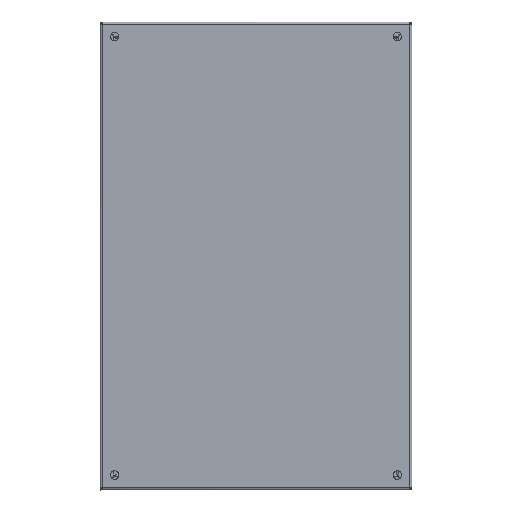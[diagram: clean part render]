
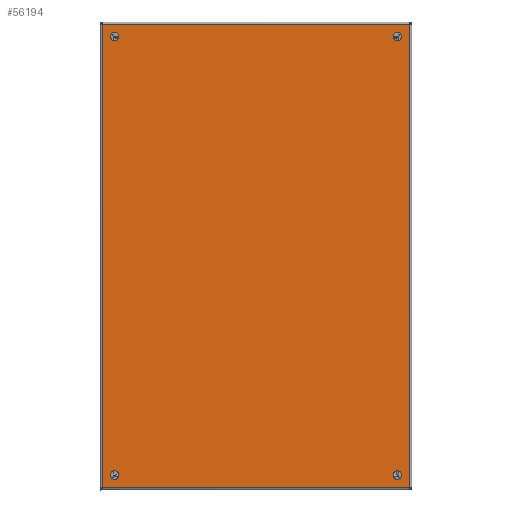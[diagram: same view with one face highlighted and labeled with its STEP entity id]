
A CAD part, top view. The second image highlights one B-rep face of the part: STEP entity #56194.
In plain terms, the highlighted planar face has unit normal (0, 0, 1).
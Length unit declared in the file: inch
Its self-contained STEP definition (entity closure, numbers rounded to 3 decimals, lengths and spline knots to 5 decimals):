
#203 = DIRECTION ( 'NONE',  ( -1., 0., 0. ) ) ;
#886 = CARTESIAN_POINT ( 'NONE',  ( 14.90625, 0.625, 8.9175 ) ) ;
#1075 = CARTESIAN_POINT ( 'NONE',  ( -0.01975, 11.875, 8.9175 ) ) ;
#1123 = VECTOR ( 'NONE', #26604, 39.37008 ) ;
#2498 = DIRECTION ( 'NONE',  ( 1., 0., 0. ) ) ;
#2521 = EDGE_CURVE ( 'NONE', #25346, #8156, #16374, .T. ) ;
#6139 = ORIENTED_EDGE ( 'NONE', *, *, #59746, .T. ) ;
#7098 = EDGE_LOOP ( 'NONE', ( #79801 ) ) ;
#7158 = EDGE_CURVE ( 'NONE', #25346, #57095, #55197, .T. ) ;
#7348 = DIRECTION ( 'NONE',  ( 0., 0., -1. ) ) ;
#7459 = VECTOR ( 'NONE', #203, 39.37008 ) ;
#8156 = VERTEX_POINT ( 'NONE', #78243 ) ;
#8533 = VERTEX_POINT ( 'NONE', #11898 ) ;
#10644 = ORIENTED_EDGE ( 'NONE', *, *, #43023, .T. ) ;
#10754 = CARTESIAN_POINT ( 'NONE',  ( 15.75777, 23.76975, 8.9175 ) ) ;
#11383 = CIRCLE ( 'NONE', #37397, 0.07 ) ;
#11898 = CARTESIAN_POINT ( 'NONE',  ( -0.01975, -0.00777, 8.9175 ) ) ;
#12262 = EDGE_CURVE ( 'NONE', #35652, #35652, #37760, .T. ) ;
#12301 = ORIENTED_EDGE ( 'NONE', *, *, #7158, .T. ) ;
#13627 = ORIENTED_EDGE ( 'NONE', *, *, #15394, .F. ) ;
#13721 = DIRECTION ( 'NONE',  ( -1., 0., 0. ) ) ;
#14240 = CIRCLE ( 'NONE', #77456, 0.21875 ) ;
#15394 = EDGE_CURVE ( 'NONE', #34548, #59548, #41357, .T. ) ;
#15533 = CARTESIAN_POINT ( 'NONE',  ( 15.81289, -0.06289, 8.9175 ) ) ;
#16358 = VERTEX_POINT ( 'NONE', #58727 ) ;
#16374 = LINE ( 'NONE', #63610, #7459 ) ;
#17689 = DIRECTION ( 'NONE',  ( -1., 0., 0. ) ) ;
#18469 = FACE_BOUND ( 'NONE', #52906, .T. ) ;
#18478 = AXIS2_PLACEMENT_3D ( 'NONE', #56412, #36255, #74966 ) ;
#18786 = LINE ( 'NONE', #78688, #42644 ) ;
#20177 = ORIENTED_EDGE ( 'NONE', *, *, #48270, .T. ) ;
#20422 = VECTOR ( 'NONE', #80085, 39.37008 ) ;
#20582 = CARTESIAN_POINT ( 'NONE',  ( 14.90625, 23.125, 8.9175 ) ) ;
#20924 = CARTESIAN_POINT ( 'NONE',  ( 15.75777, -0.01975, 8.9175 ) ) ;
#21337 = CARTESIAN_POINT ( 'NONE',  ( 15.81289, 23.81289, 8.9175 ) ) ;
#21909 = AXIS2_PLACEMENT_3D ( 'NONE', #42159, #48779, #41893 ) ;
#22183 = DIRECTION ( 'NONE',  ( 0., -1., 0. ) ) ;
#23332 = CIRCLE ( 'NONE', #21909, 0.21875 ) ;
#23526 = VERTEX_POINT ( 'NONE', #54770 ) ;
#23561 = CARTESIAN_POINT ( 'NONE',  ( 15.76975, -0.00777, 8.9175 ) ) ;
#23816 = ORIENTED_EDGE ( 'NONE', *, *, #57719, .T. ) ;
#23892 = AXIS2_PLACEMENT_3D ( 'NONE', #62003, #35795, #17689 ) ;
#24496 = FACE_BOUND ( 'NONE', #63577, .T. ) ;
#24734 = CARTESIAN_POINT ( 'NONE',  ( -0.06289, 23.81289, 8.9175 ) ) ;
#25346 = VERTEX_POINT ( 'NONE', #20924 ) ;
#25947 = CARTESIAN_POINT ( 'NONE',  ( -0.06289, -0.06289, 8.9175 ) ) ;
#26604 = DIRECTION ( 'NONE',  ( 0., 1., 0. ) ) ;
#27031 = CARTESIAN_POINT ( 'NONE',  ( 7.875, 11.875, 8.9175 ) ) ;
#34464 = VERTEX_POINT ( 'NONE', #73272 ) ;
#34548 = VERTEX_POINT ( 'NONE', #65700 ) ;
#35652 = VERTEX_POINT ( 'NONE', #20582 ) ;
#35795 = DIRECTION ( 'NONE',  ( 0., 0., -1. ) ) ;
#36255 = DIRECTION ( 'NONE',  ( 0., 0., -1. ) ) ;
#37305 = AXIS2_PLACEMENT_3D ( 'NONE', #21337, #40032, #2498 ) ;
#37397 = AXIS2_PLACEMENT_3D ( 'NONE', #25947, #70508, #38490 ) ;
#37432 = FACE_BOUND ( 'NONE', #50356, .T. ) ;
#37485 = CARTESIAN_POINT ( 'NONE',  ( -0.01975, 23.75777, 8.9175 ) ) ;
#37760 = CIRCLE ( 'NONE', #23892, 0.21875 ) ;
#37878 = LINE ( 'NONE', #1075, #1123 ) ;
#38132 = AXIS2_PLACEMENT_3D ( 'NONE', #27031, #7348, #13721 ) ;
#38490 = DIRECTION ( 'NONE',  ( 1., 0., 0. ) ) ;
#39331 = PLANE ( 'NONE',  #38132 ) ;
#40032 = DIRECTION ( 'NONE',  ( 0., 0., -1. ) ) ;
#41357 = LINE ( 'NONE', #79800, #20422 ) ;
#41728 = CIRCLE ( 'NONE', #51695, 0.07 ) ;
#41893 = DIRECTION ( 'NONE',  ( -1., 0., 0. ) ) ;
#41962 = CIRCLE ( 'NONE', #18478, 0.21875 ) ;
#42159 = CARTESIAN_POINT ( 'NONE',  ( 0.625, 0.625, 8.9175 ) ) ;
#42267 = VERTEX_POINT ( 'NONE', #886 ) ;
#42644 = VECTOR ( 'NONE', #22183, 39.37008 ) ;
#42750 = CARTESIAN_POINT ( 'NONE',  ( 15.125, 0.625, 8.9175 ) ) ;
#43023 = EDGE_CURVE ( 'NONE', #34548, #49994, #41728, .T. ) ;
#43854 = DIRECTION ( 'NONE',  ( 1., 0., 0. ) ) ;
#46031 = ORIENTED_EDGE ( 'NONE', *, *, #67116, .F. ) ;
#48270 = EDGE_CURVE ( 'NONE', #16358, #59548, #55304, .T. ) ;
#48779 = DIRECTION ( 'NONE',  ( 0., 0., -1. ) ) ;
#49318 = ORIENTED_EDGE ( 'NONE', *, *, #81074, .T. ) ;
#49994 = VERTEX_POINT ( 'NONE', #37485 ) ;
#50356 = EDGE_LOOP ( 'NONE', ( #77077 ) ) ;
#50530 = DIRECTION ( 'NONE',  ( 0., 0., -1. ) ) ;
#51695 = AXIS2_PLACEMENT_3D ( 'NONE', #24734, #50530, #43854 ) ;
#52906 = EDGE_LOOP ( 'NONE', ( #49318 ) ) ;
#54397 = DIRECTION ( 'NONE',  ( 0., 0., -1. ) ) ;
#54770 = CARTESIAN_POINT ( 'NONE',  ( 0.40625, 0.625, 8.9175 ) ) ;
#55197 = CIRCLE ( 'NONE', #56695, 0.07 ) ;
#55304 = CIRCLE ( 'NONE', #37305, 0.07 ) ;
#56194 = ADVANCED_FACE ( 'NONE', ( #24496, #62119, #37432, #18469, #79948 ), #39331, .F. ) ;
#56412 = CARTESIAN_POINT ( 'NONE',  ( 0.625, 23.125, 8.9175 ) ) ;
#56582 = DIRECTION ( 'NONE',  ( 0., 0., -1. ) ) ;
#56695 = AXIS2_PLACEMENT_3D ( 'NONE', #15533, #54397, #60185 ) ;
#57095 = VERTEX_POINT ( 'NONE', #23561 ) ;
#57719 = EDGE_CURVE ( 'NONE', #34464, #34464, #41962, .T. ) ;
#58727 = CARTESIAN_POINT ( 'NONE',  ( 15.76975, 23.75777, 8.9175 ) ) ;
#59548 = VERTEX_POINT ( 'NONE', #10754 ) ;
#59746 = EDGE_CURVE ( 'NONE', #8533, #8156, #11383, .T. ) ;
#60185 = DIRECTION ( 'NONE',  ( 1., 0., 0. ) ) ;
#62003 = CARTESIAN_POINT ( 'NONE',  ( 15.125, 23.125, 8.9175 ) ) ;
#62119 = FACE_BOUND ( 'NONE', #7098, .T. ) ;
#63577 = EDGE_LOOP ( 'NONE', ( #23816 ) ) ;
#63610 = CARTESIAN_POINT ( 'NONE',  ( 7.875, -0.01975, 8.9175 ) ) ;
#64347 = EDGE_LOOP ( 'NONE', ( #12301, #70015, #20177, #13627, #10644, #46031, #6139, #69937 ) ) ;
#65700 = CARTESIAN_POINT ( 'NONE',  ( -0.00777, 23.76975, 8.9175 ) ) ;
#65974 = EDGE_CURVE ( 'NONE', #23526, #23526, #23332, .T. ) ;
#67116 = EDGE_CURVE ( 'NONE', #8533, #49994, #37878, .T. ) ;
#68451 = DIRECTION ( 'NONE',  ( -1., 0., 0. ) ) ;
#69937 = ORIENTED_EDGE ( 'NONE', *, *, #2521, .F. ) ;
#70015 = ORIENTED_EDGE ( 'NONE', *, *, #70020, .F. ) ;
#70020 = EDGE_CURVE ( 'NONE', #16358, #57095, #18786, .T. ) ;
#70508 = DIRECTION ( 'NONE',  ( 0., 0., -1. ) ) ;
#73272 = CARTESIAN_POINT ( 'NONE',  ( 0.40625, 23.125, 8.9175 ) ) ;
#74966 = DIRECTION ( 'NONE',  ( -1., 0., 0. ) ) ;
#77077 = ORIENTED_EDGE ( 'NONE', *, *, #65974, .T. ) ;
#77456 = AXIS2_PLACEMENT_3D ( 'NONE', #42750, #56582, #68451 ) ;
#78243 = CARTESIAN_POINT ( 'NONE',  ( -0.00777, -0.01975, 8.9175 ) ) ;
#78688 = CARTESIAN_POINT ( 'NONE',  ( 15.76975, 11.875, 8.9175 ) ) ;
#79800 = CARTESIAN_POINT ( 'NONE',  ( 7.875, 23.76975, 8.9175 ) ) ;
#79801 = ORIENTED_EDGE ( 'NONE', *, *, #12262, .T. ) ;
#79948 = FACE_OUTER_BOUND ( 'NONE', #64347, .T. ) ;
#80085 = DIRECTION ( 'NONE',  ( 1., 0., 0. ) ) ;
#81074 = EDGE_CURVE ( 'NONE', #42267, #42267, #14240, .T. ) ;
